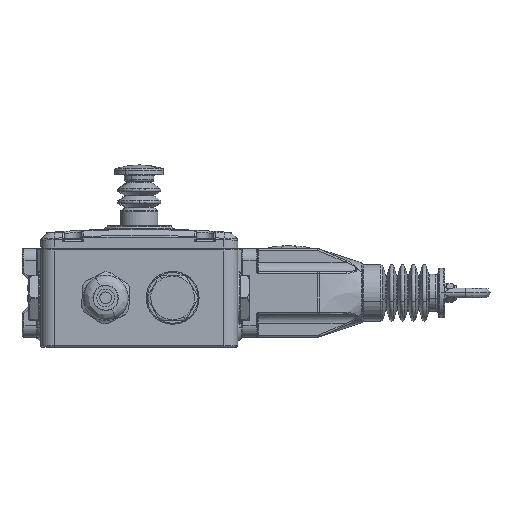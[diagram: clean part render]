
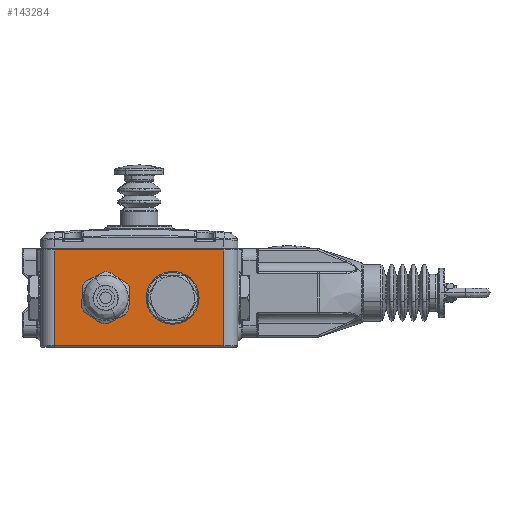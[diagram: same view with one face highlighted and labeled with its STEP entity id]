
A CAD part, front view. The second image highlights one B-rep face of the part: STEP entity #143284.
In plain terms, the highlighted face is planar.
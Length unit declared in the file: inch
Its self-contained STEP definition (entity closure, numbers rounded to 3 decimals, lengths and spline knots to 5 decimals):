
#1437 = EDGE_CURVE ( 'NONE', #111381, #10580, #88762, .T. ) ;
#5360 = CARTESIAN_POINT ( 'NONE',  ( -0.27559, 0.02756, 0. ) ) ;
#7274 = FACE_OUTER_BOUND ( 'NONE', #139870, .T. ) ;
#7707 = CARTESIAN_POINT ( 'NONE',  ( -3.66142, 0.02756, 0. ) ) ;
#10580 = VERTEX_POINT ( 'NONE', #97877 ) ;
#13802 = VECTOR ( 'NONE', #140845, 39.37008 ) ;
#15919 = CARTESIAN_POINT ( 'NONE',  ( -3.66142, 1.94094, 0. ) ) ;
#19511 = DIRECTION ( 'NONE',  ( 1., 0., 0. ) ) ;
#23768 = DIRECTION ( 'NONE',  ( -1., 0., 0. ) ) ;
#24100 = LINE ( 'NONE', #94102, #76860 ) ;
#32053 = AXIS2_PLACEMENT_3D ( 'NONE', #62106, #50684, #143486 ) ;
#39942 = ORIENTED_EDGE ( 'NONE', *, *, #99904, .F. ) ;
#50684 = DIRECTION ( 'NONE',  ( 0., 0., -1. ) ) ;
#52085 = DIRECTION ( 'NONE',  ( 0., 0., 1. ) ) ;
#57082 = DIRECTION ( 'NONE',  ( -1., 0., 0. ) ) ;
#57287 = ORIENTED_EDGE ( 'NONE', *, *, #120091, .F. ) ;
#59320 = LINE ( 'NONE', #126294, #140457 ) ;
#62106 = CARTESIAN_POINT ( 'NONE',  ( -3.93701, 0., 0. ) ) ;
#64006 = EDGE_CURVE ( 'NONE', #78274, #111381, #24100, .T. ) ;
#67582 = CARTESIAN_POINT ( 'NONE',  ( -3.0528, 0.98425, 0. ) ) ;
#68223 = ORIENTED_EDGE ( 'NONE', *, *, #140168, .F. ) ;
#70398 = CIRCLE ( 'NONE', #123819, 0.415 ) ;
#72442 = CARTESIAN_POINT ( 'NONE',  ( -2.6378, 0.98425, 0. ) ) ;
#72724 = ORIENTED_EDGE ( 'NONE', *, *, #64006, .F. ) ;
#76289 = ORIENTED_EDGE ( 'NONE', *, *, #117897, .F. ) ;
#76860 = VECTOR ( 'NONE', #81158, 39.37008 ) ;
#77240 = PLANE ( 'NONE',  #32053 ) ;
#78274 = VERTEX_POINT ( 'NONE', #7707 ) ;
#81158 = DIRECTION ( 'NONE',  ( 0., 1., 0. ) ) ;
#81549 = CARTESIAN_POINT ( 'NONE',  ( -0.27559, 0., 0. ) ) ;
#88762 = LINE ( 'NONE', #134372, #139697 ) ;
#89487 = CIRCLE ( 'NONE', #116184, 0.415 ) ;
#90517 = ORIENTED_EDGE ( 'NONE', *, *, #1437, .F. ) ;
#94102 = CARTESIAN_POINT ( 'NONE',  ( -3.66142, 0., 0. ) ) ;
#97877 = CARTESIAN_POINT ( 'NONE',  ( -0.27559, 1.94094, 0. ) ) ;
#99904 = EDGE_CURVE ( 'NONE', #142697, #78274, #59320, .T. ) ;
#103350 = VERTEX_POINT ( 'NONE', #137549 ) ;
#105157 = LINE ( 'NONE', #81549, #13802 ) ;
#111381 = VERTEX_POINT ( 'NONE', #15919 ) ;
#112153 = CARTESIAN_POINT ( 'NONE',  ( -1.29921, 0.98425, 0. ) ) ;
#116184 = AXIS2_PLACEMENT_3D ( 'NONE', #112153, #52085, #122808 ) ;
#117897 = EDGE_CURVE ( 'NONE', #10580, #142697, #105157, .T. ) ;
#118082 = DIRECTION ( 'NONE',  ( 0., 0., 1. ) ) ;
#120091 = EDGE_CURVE ( 'NONE', #103350, #103350, #89487, .T. ) ;
#122808 = DIRECTION ( 'NONE',  ( -1., 0., 0. ) ) ;
#123819 = AXIS2_PLACEMENT_3D ( 'NONE', #72442, #118082, #23768 ) ;
#126294 = CARTESIAN_POINT ( 'NONE',  ( -3.93701, 0.02756, 0. ) ) ;
#134372 = CARTESIAN_POINT ( 'NONE',  ( -3.93701, 1.94094, 0. ) ) ;
#135053 = FACE_BOUND ( 'NONE', #138187, .T. ) ;
#137549 = CARTESIAN_POINT ( 'NONE',  ( -1.71421, 0.98425, 0. ) ) ;
#138187 = EDGE_LOOP ( 'NONE', ( #57287 ) ) ;
#139697 = VECTOR ( 'NONE', #19511, 39.37008 ) ;
#139870 = EDGE_LOOP ( 'NONE', ( #72724, #39942, #76289, #90517 ) ) ;
#140168 = EDGE_CURVE ( 'NONE', #149717, #149717, #70398, .T. ) ;
#140457 = VECTOR ( 'NONE', #57082, 39.37008 ) ;
#140845 = DIRECTION ( 'NONE',  ( 0., -1., 0. ) ) ;
#142697 = VERTEX_POINT ( 'NONE', #5360 ) ;
#143284 = ADVANCED_FACE ( 'NONE', ( #7274, #146467, #135053 ), #77240, .F. ) ;
#143486 = DIRECTION ( 'NONE',  ( 0., 1., 0. ) ) ;
#143853 = EDGE_LOOP ( 'NONE', ( #68223 ) ) ;
#146467 = FACE_BOUND ( 'NONE', #143853, .T. ) ;
#149717 = VERTEX_POINT ( 'NONE', #67582 ) ;
